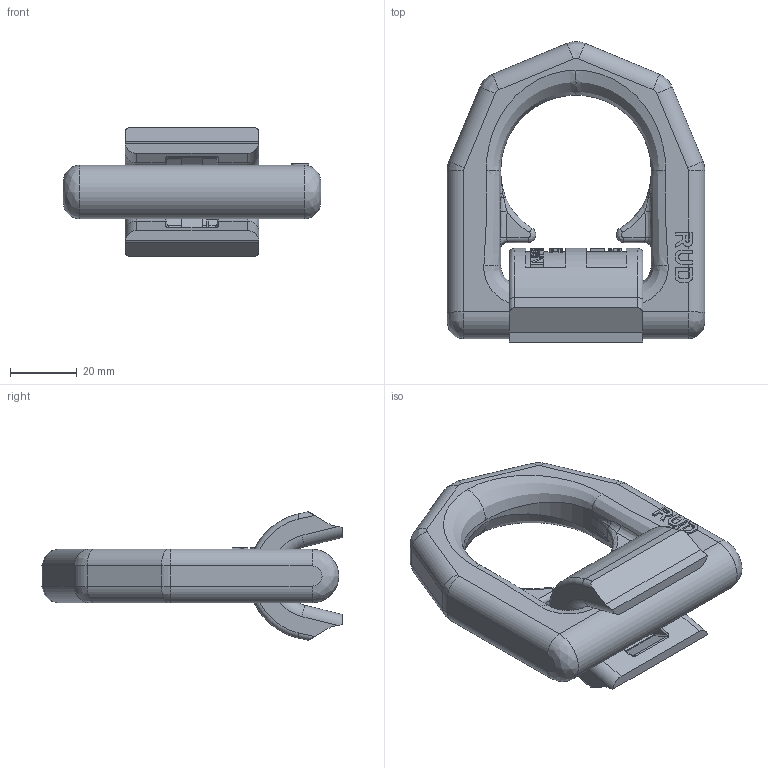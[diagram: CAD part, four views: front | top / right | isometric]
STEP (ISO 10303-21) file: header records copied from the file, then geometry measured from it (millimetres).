
FILE_DESCRIPTION((''),'2;1');
FILE_NAME('001-M34884-P7_ASM','2017-10-17T',('anja.joas'),(''),'PRO/ENGINEER BY PARAMETRIC TECHNOLOGY CORPORATION, 2011490','PRO/ENGINEER BY PARAMETRIC TECHNOLOGY CORPORATION, 2011490','');
FILE_SCHEMA(('CONFIG_CONTROL_DESIGN'));
Length unit declared in the file: millimetre
Products named in the file (3): 001-M34884-P5; 001-M34884-P1; 001-M34884-P7_ASM
Assembly tree (2 placements, depth 2):
  001-M34884-P7_ASM
    001-M34884-P5
    001-M34884-P1
Bounding box: 77 x 89.73 x 38.42 mm (x, y, z)
Volume: 70140.7 mm3; surface area: 22220.6 mm2
Topology: 2 solids, 10 shells, 1172 faces, 3273 edges, 2138 vertices
Faces by surface type: plane 980, cylinder 100, bspline 62, torus 30
Entity records: 49153 total; most frequent: CARTESIAN_POINT 21008, ORIENTED_EDGE 6546, DIRECTION 4814, EDGE_CURVE 3273, VERTEX_POINT 2138, VECTOR 1764, LINE 1764, AXIS2_PLACEMENT_3D 1525
